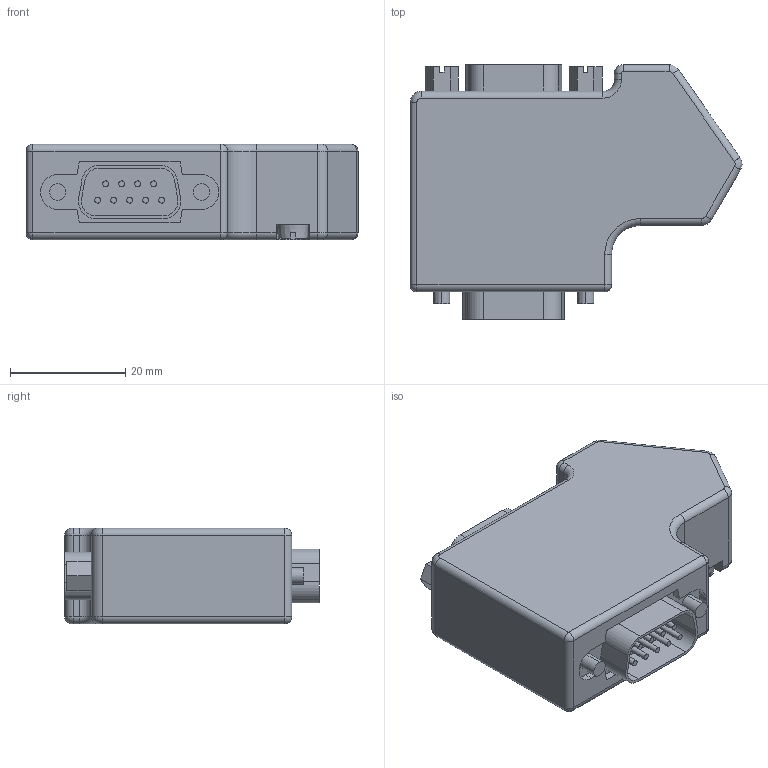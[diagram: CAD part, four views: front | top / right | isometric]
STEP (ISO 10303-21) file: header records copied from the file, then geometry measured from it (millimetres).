
FILE_DESCRIPTION(('SolidDesigner STEP Export'),'2;1');
FILE_NAME('2708245_SUBCON_PLUS_PROFIB_PG_SC2-select.stp','2013-10-17T 8:32:18',(''),(''),'Creo Elements/Direct Modeling STEP processor for AP214 (Solid Model)','Creo Elements/Direct Modeling 18.1B 29-Sep-2012 (C) Parametric Technology GmbH','');
FILE_SCHEMA(('AUTOMOTIVE_DESIGN { 1 0 10303 214 1 1 1 1 }'));
Length unit declared in the file: millimetre
Products named in the file (2): 2708245_SUBCON_PLUS_PROFIB_PG_SC2-select
Assembly tree (1 placements, depth 2):
  2708245_SUBCON_PLUS_PROFIB_PG_SC2-select
    2708245_SUBCON_PLUS_PROFIB_PG_SC2-select
Bounding box: 57.64 x 44.25 x 16.6 mm (x, y, z)
Volume: 28305.1 mm3; surface area: 8269.1 mm2
Topology: 1 solids, 1 shells, 274 faces, 682 edges, 437 vertices
Faces by surface type: plane 151, cylinder 101, torus 14, cone 4, sphere 4
Entity records: 10039 total; most frequent: CARTESIAN_POINT 1405, ORIENTED_EDGE 1356, DIRECTION 1300, EDGE_CURVE 678, VERTEX_POINT 437, AXIS2_PLACEMENT_3D 436, VECTOR 428, LINE 428
